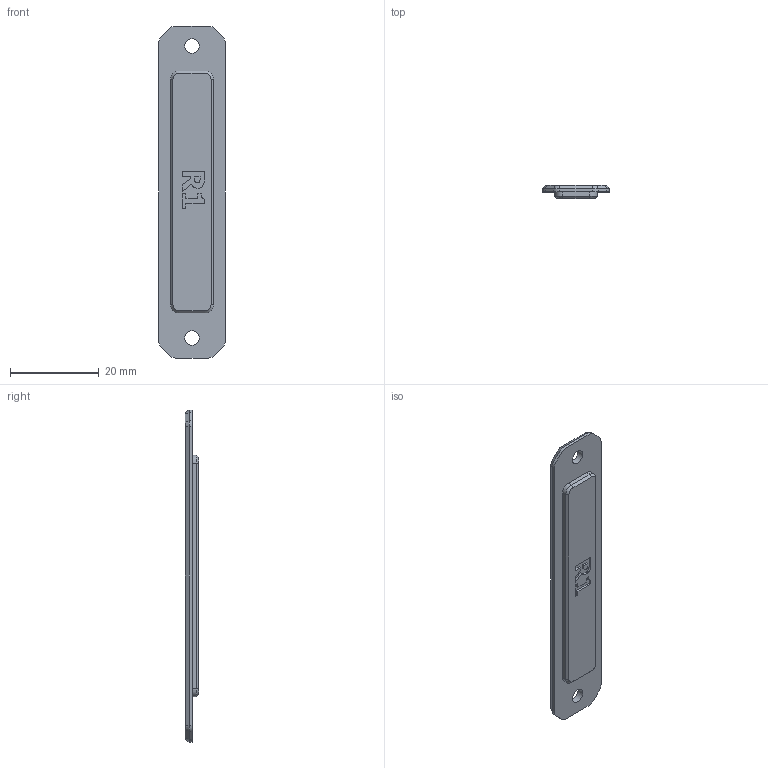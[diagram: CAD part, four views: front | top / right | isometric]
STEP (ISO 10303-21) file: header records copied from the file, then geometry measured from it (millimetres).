
FILE_DESCRIPTION(/* description */ (''),/* implementation_level */ '2;1');
FILE_NAME(/* name */ 'top_plug_center-R1.stp',/* time_stamp */ '2023-07-03T09:44:40+02:00',/* author */ ('borek.rajtora'),/* organization */ (''),/* preprocessor_version */ 'ST-DEVELOPER v19',/* originating_system */ 'Autodesk Inventor 2023',/* authorisation */ '');
FILE_SCHEMA (('AUTOMOTIVE_DESIGN { 1 0 10303 214 3 1 1 }'));
Length unit declared in the file: millimetre
Products named in the file (1): top_hole_cover
Bounding box: 15 x 3 x 75 mm (x, y, z)
Volume: 2351.5 mm3; surface area: 2577.5 mm2
Topology: 1 solids, 1 shells, 86 faces, 216 edges, 136 vertices
Faces by surface type: plane 51, cylinder 14, cone 12, bspline 9
Full cylindrical faces by diameter (mm): 3.3 x2
Entity records: 2633 total; most frequent: CARTESIAN_POINT 556, ORIENTED_EDGE 432, DIRECTION 394, EDGE_CURVE 216, LINE 158, VECTOR 158, VERTEX_POINT 136, AXIS2_PLACEMENT_3D 118
